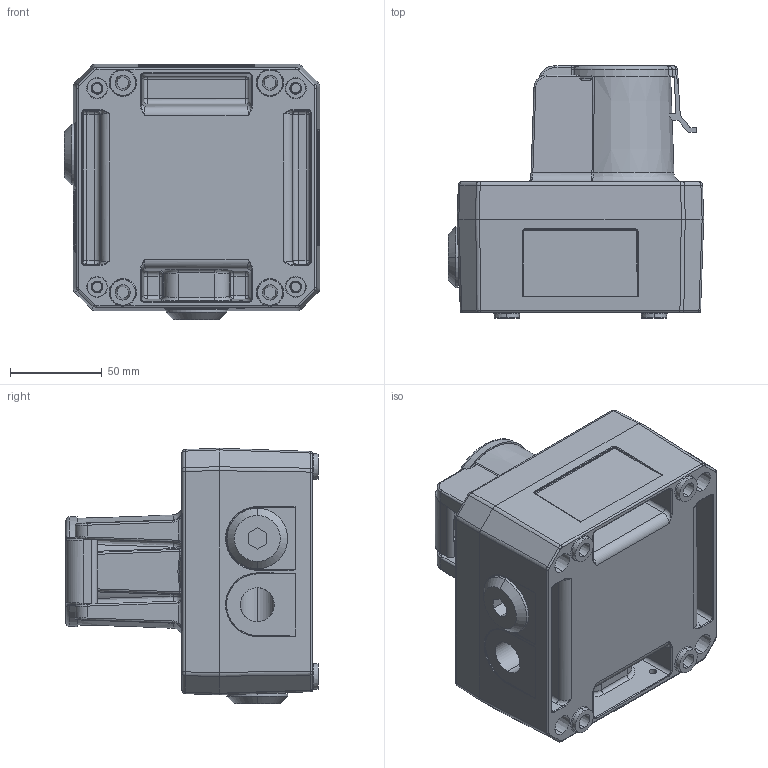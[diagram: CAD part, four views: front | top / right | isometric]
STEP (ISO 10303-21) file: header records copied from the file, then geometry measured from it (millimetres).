
FILE_DESCRIPTION (( 'STEP AP214' ), '1' );
FILE_NAME ('Assem1.STEP', '2019-06-21T11:05:12', ( 'User' ), ( '' ), 'SwSTEP 2.0', 'SolidWorks 2019', '' );
FILE_SCHEMA (( 'AUTOMOTIVE_DESIGN' ));
Length unit declared in the file: millimetre
Products named in the file (1): Assem1
Bounding box: 138.84 x 137 x 138.84 mm (x, y, z)
Volume: 1254869.7 mm3; surface area: 188044.8 mm2
Topology: 11 solids, 11 shells, 952 faces, 2211 edges, 1261 vertices
Faces by surface type: cylinder 266, plane 246, bspline 187, cone 128, torus 77, sphere 48
Entity records: 42447 total; most frequent: CARTESIAN_POINT 12134, ORIENTED_EDGE 4278, DIRECTION 3952, EDGE_CURVE 2139, AXIS2_PLACEMENT_3D 1580, VERTEX_POINT 1261, EDGE_LOOP 1036, UNCERTAINTY_MEASURE_WITH_UNIT 965
